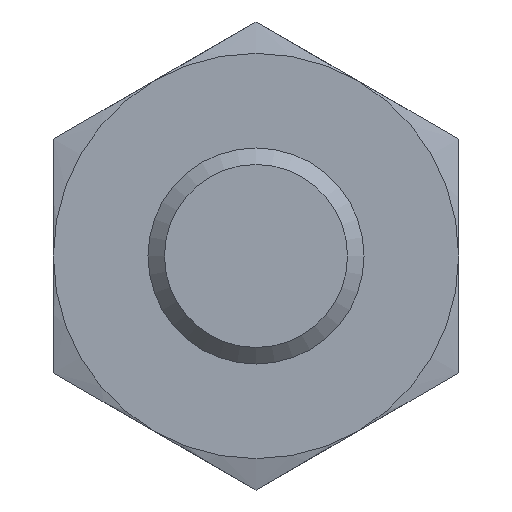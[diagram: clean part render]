
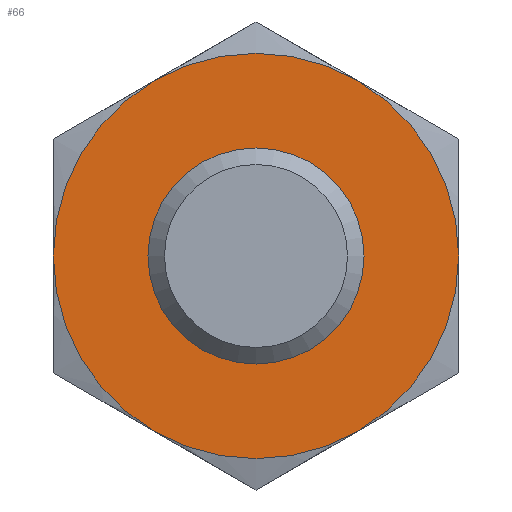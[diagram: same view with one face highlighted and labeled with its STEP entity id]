
A CAD part, front view. The second image highlights one B-rep face of the part: STEP entity #66.
In plain terms, the highlighted planar face has unit normal (0, -1, 0).
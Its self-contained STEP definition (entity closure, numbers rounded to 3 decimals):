
#66 = ADVANCED_FACE( '', ( #145, #146 ), #147, .F. );
#145 = FACE_BOUND( '', #237, .T. );
#146 = FACE_OUTER_BOUND( '', #238, .T. );
#147 = PLANE( '', #239 );
#237 = EDGE_LOOP( '', ( #391 ) );
#238 = EDGE_LOOP( '', ( #392, #393, #394, #395, #396, #397 ) );
#239 = AXIS2_PLACEMENT_3D( '', #398, #399, #400 );
#391 = ORIENTED_EDGE( '', *, *, #558, .F. );
#392 = ORIENTED_EDGE( '', *, *, #539, .T. );
#393 = ORIENTED_EDGE( '', *, *, #559, .T. );
#394 = ORIENTED_EDGE( '', *, *, #560, .T. );
#395 = ORIENTED_EDGE( '', *, *, #561, .T. );
#396 = ORIENTED_EDGE( '', *, *, #562, .T. );
#397 = ORIENTED_EDGE( '', *, *, #543, .T. );
#398 = CARTESIAN_POINT( '', ( 15., 0., 0. ) );
#399 = DIRECTION( '', ( 0., 1., 0. ) );
#400 = DIRECTION( '', ( 0., 0., 1. ) );
#539 = EDGE_CURVE( '', #622, #623, #624, .T. );
#543 = EDGE_CURVE( '', #607, #622, #629, .T. );
#558 = EDGE_CURVE( '', #650, #650, #651, .T. );
#559 = EDGE_CURVE( '', #623, #652, #653, .T. );
#560 = EDGE_CURVE( '', #652, #654, #655, .T. );
#561 = EDGE_CURVE( '', #654, #656, #657, .T. );
#562 = EDGE_CURVE( '', #656, #607, #658, .T. );
#607 = VERTEX_POINT( '', #712 );
#622 = VERTEX_POINT( '', #740 );
#623 = VERTEX_POINT( '', #741 );
#624 = CIRCLE( '', #742, 15. );
#629 = CIRCLE( '', #757, 15. );
#650 = VERTEX_POINT( '', #788 );
#651 = CIRCLE( '', #789, 6.773 );
#652 = VERTEX_POINT( '', #790 );
#653 = CIRCLE( '', #791, 15. );
#654 = VERTEX_POINT( '', #792 );
#655 = CIRCLE( '', #793, 15. );
#656 = VERTEX_POINT( '', #794 );
#657 = CIRCLE( '', #795, 15. );
#658 = CIRCLE( '', #796, 15. );
#712 = CARTESIAN_POINT( '', ( -7.5, 0., -12.99 ) );
#740 = CARTESIAN_POINT( '', ( 7.5, 0., -12.99 ) );
#741 = CARTESIAN_POINT( '', ( 15., 0., 0. ) );
#742 = AXIS2_PLACEMENT_3D( '', #899, #900, #901 );
#757 = AXIS2_PLACEMENT_3D( '', #902, #903, #904 );
#788 = CARTESIAN_POINT( '', ( 0., 0., -6.773 ) );
#789 = AXIS2_PLACEMENT_3D( '', #919, #920, #921 );
#790 = CARTESIAN_POINT( '', ( 7.5, 0., 12.99 ) );
#791 = AXIS2_PLACEMENT_3D( '', #922, #923, #924 );
#792 = CARTESIAN_POINT( '', ( -7.5, 0., 12.99 ) );
#793 = AXIS2_PLACEMENT_3D( '', #925, #926, #927 );
#794 = CARTESIAN_POINT( '', ( -15., 0., 0. ) );
#795 = AXIS2_PLACEMENT_3D( '', #928, #929, #930 );
#796 = AXIS2_PLACEMENT_3D( '', #931, #932, #933 );
#899 = CARTESIAN_POINT( '', ( 0., 0., 0. ) );
#900 = DIRECTION( '', ( 0., -1., 0. ) );
#901 = DIRECTION( '', ( 0., 0., -1. ) );
#902 = CARTESIAN_POINT( '', ( 0., 0., 0. ) );
#903 = DIRECTION( '', ( 0., -1., 0. ) );
#904 = DIRECTION( '', ( 0., 0., -1. ) );
#919 = CARTESIAN_POINT( '', ( 0., 0., 0. ) );
#920 = DIRECTION( '', ( 0., -1., 0. ) );
#921 = DIRECTION( '', ( 0., 0., -1. ) );
#922 = CARTESIAN_POINT( '', ( 0., 0., 0. ) );
#923 = DIRECTION( '', ( 0., -1., 0. ) );
#924 = DIRECTION( '', ( 0., 0., -1. ) );
#925 = CARTESIAN_POINT( '', ( 0., 0., 0. ) );
#926 = DIRECTION( '', ( 0., -1., 0. ) );
#927 = DIRECTION( '', ( 0., 0., -1. ) );
#928 = CARTESIAN_POINT( '', ( 0., 0., 0. ) );
#929 = DIRECTION( '', ( 0., -1., 0. ) );
#930 = DIRECTION( '', ( 0., 0., -1. ) );
#931 = CARTESIAN_POINT( '', ( 0., 0., 0. ) );
#932 = DIRECTION( '', ( 0., -1., 0. ) );
#933 = DIRECTION( '', ( 0., 0., -1. ) );
